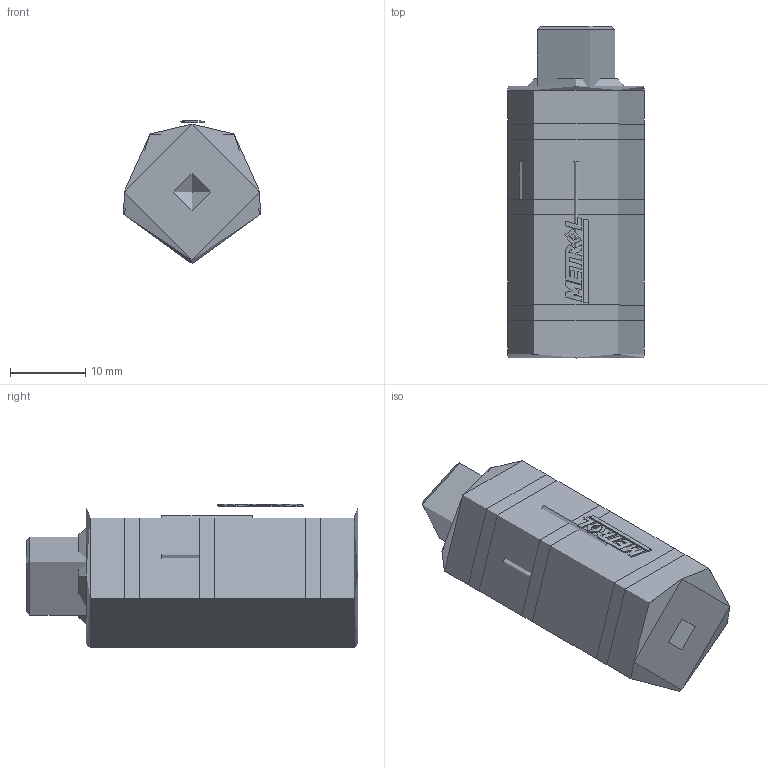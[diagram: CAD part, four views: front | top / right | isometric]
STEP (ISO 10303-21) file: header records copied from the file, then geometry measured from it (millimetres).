
FILE_DESCRIPTION (( 'STEP AP214' ), '1' );
FILE_NAME ('EX0170-007.step', '2019-03-07T08:16:56', ( '' ), ( '' ), 'SwSTEP 2.0', 'SolidWorks 2014', '' );
FILE_SCHEMA (( 'AUTOMOTIVE_DESIGN' ));
Length unit declared in the file: millimetre
Products named in the file (3): EX-0170 Piston_EX-0170-007; EX-0170 Body_EX-0170-007; EX0170-007
Assembly tree (2 placements, depth 2):
  EX0170-007
    EX-0170 Body_EX-0170-007
    EX-0170 Piston_EX-0170-007
Bounding box: 18.07 x 44 x 19.01 mm (x, y, z)
Volume: 9196.7 mm3; surface area: 5481.8 mm2
Topology: 7 solids, 7 shells, 94 faces, 220 edges, 143 vertices
Faces by surface type: bspline 40, plane 26, cylinder 19, torus 6, cone 3
Full cylindrical faces by diameter (mm): 5 x1, 11 x2, 16 x2, 19 x4
Entity records: 4137 total; most frequent: CARTESIAN_POINT 2122, ORIENTED_EDGE 400, DIRECTION 246, EDGE_CURVE 200, VERTEX_POINT 141, EDGE_LOOP 119, FACE_OUTER_BOUND 109, ADVANCED_FACE 94
